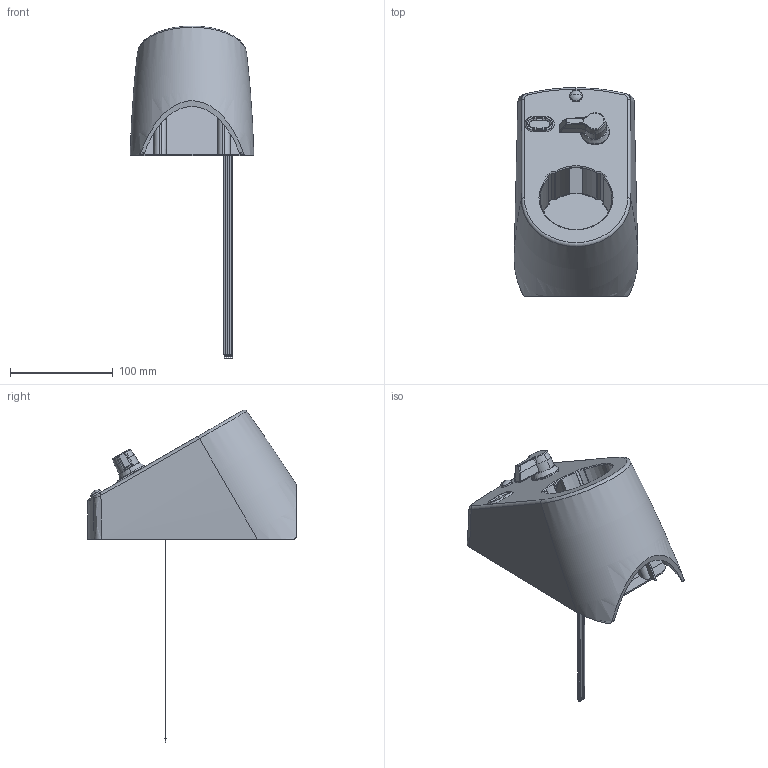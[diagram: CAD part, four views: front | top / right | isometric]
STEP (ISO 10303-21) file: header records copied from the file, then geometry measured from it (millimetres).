
FILE_DESCRIPTION (( 'STEP AP203' ), '1' );
FILE_NAME ('LE-468.STEP', '2019-12-13T03:57:25', ( '' ), ( '' ), 'SwSTEP 2.0', 'SolidWorks 2014', '' );
FILE_SCHEMA (( 'CONFIG_CONTROL_DESIGN' ));
Length unit declared in the file: millimetre
Products named in the file (14): LE-468_インジケーター窓; LE-468_裏カバー; LE-468; LE-468_カム_; C-319-A-2_; LE-468_シートパッキン; LE-468_パッキン_; LE-468_チューブ_; LE-468_廫帤寠晅彫偹偠_撪宎婎弨ver1.02_M5亊10廫帤寠晅側傋彫偹偠僟僽儖僙儉僗(P3)媽JIS; LE-468_ケース_LE-468; C-319-A-2_ナット_; LE-468_受座_; LE-468_レバー; LE-468_インサートナット
Assembly tree (16 placements, depth 3):
  LE-468
    LE-468_ケース_LE-468
    LE-468_裏カバー
    LE-468_シートパッキン
    LE-468_インサートナット  x4
    LE-468_インジケーター窓
    C-319-A-2_
      LE-468_レバー
      LE-468_受座_
      LE-468_パッキン_
      C-319-A-2_ナット_
      LE-468_カム_
      LE-468_廫帤寠晅彫偹偠_撪宎婎弨ver1.02_M5亊10廫帤寠晅側傋彫偹偠僟僽儖僙儉僗(P3)媽JIS
    LE-468_チューブ_
Bounding box: 120.26 x 203 x 322.79 mm (x, y, z)
Volume: 346597 mm3; surface area: 276540.8 mm2
Topology: 23 solids, 23 shells, 605 faces, 1502 edges, 963 vertices
Faces by surface type: plane 271, cylinder 238, torus 32, cone 32, bspline 21, sphere 11
Entity records: 19887 total; most frequent: CARTESIAN_POINT 4345, DIRECTION 2955, ORIENTED_EDGE 2920, EDGE_CURVE 1460, AXIS2_PLACEMENT_3D 1101, VERTEX_POINT 939, LINE 753, VECTOR 753
